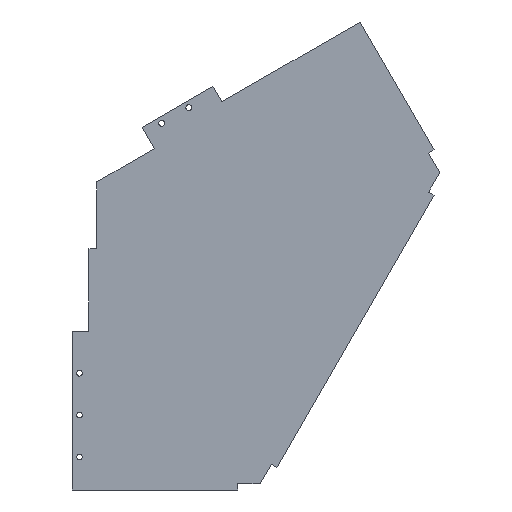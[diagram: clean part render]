
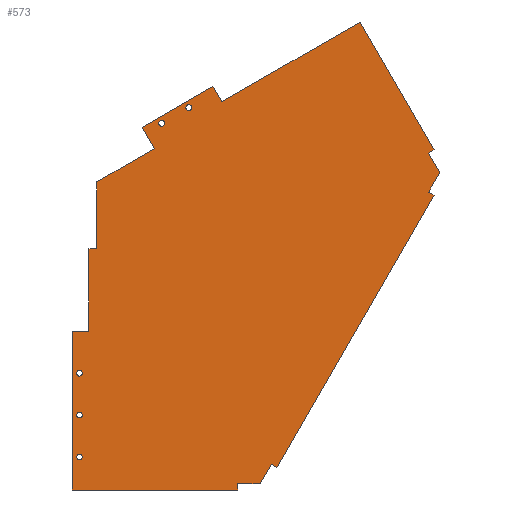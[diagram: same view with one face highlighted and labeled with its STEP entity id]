
A CAD part, front view. The second image highlights one B-rep face of the part: STEP entity #573.
In plain terms, the highlighted planar face has unit normal (0, -1, 0).
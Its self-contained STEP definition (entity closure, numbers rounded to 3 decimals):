
#28=FACE_BOUND('',#99,.T.);
#29=FACE_BOUND('',#100,.T.);
#30=FACE_BOUND('',#101,.T.);
#31=FACE_BOUND('',#102,.T.);
#32=FACE_BOUND('',#103,.T.);
#42=PLANE('',#631);
#70=FACE_OUTER_BOUND('',#98,.T.);
#98=EDGE_LOOP('',(#439,#440,#441,#442,#443,#444,#445,#446,#447,#448,#449,
#450,#451,#452,#453,#454,#455,#456,#457,#458,#459));
#99=EDGE_LOOP('',(#460));
#100=EDGE_LOOP('',(#461));
#101=EDGE_LOOP('',(#462));
#102=EDGE_LOOP('',(#463));
#103=EDGE_LOOP('',(#464));
#133=LINE('',#832,#201);
#139=LINE('',#844,#207);
#141=LINE('',#849,#209);
#144=LINE('',#853,#212);
#145=LINE('',#856,#213);
#146=LINE('',#858,#214);
#147=LINE('',#860,#215);
#148=LINE('',#862,#216);
#149=LINE('',#864,#217);
#150=LINE('',#866,#218);
#151=LINE('',#868,#219);
#152=LINE('',#870,#220);
#153=LINE('',#872,#221);
#154=LINE('',#874,#222);
#155=LINE('',#876,#223);
#156=LINE('',#878,#224);
#157=LINE('',#880,#225);
#158=LINE('',#882,#226);
#159=LINE('',#884,#227);
#160=LINE('',#886,#228);
#161=LINE('',#887,#229);
#201=VECTOR('',#690,10.);
#207=VECTOR('',#698,10.);
#209=VECTOR('',#702,10.);
#212=VECTOR('',#707,10.);
#213=VECTOR('',#710,10.);
#214=VECTOR('',#711,10.);
#215=VECTOR('',#712,10.);
#216=VECTOR('',#713,10.);
#217=VECTOR('',#714,10.);
#218=VECTOR('',#715,10.);
#219=VECTOR('',#716,10.);
#220=VECTOR('',#717,10.);
#221=VECTOR('',#718,10.);
#222=VECTOR('',#719,10.);
#223=VECTOR('',#720,10.);
#224=VECTOR('',#721,10.);
#225=VECTOR('',#722,10.);
#226=VECTOR('',#723,10.);
#227=VECTOR('',#724,10.);
#228=VECTOR('',#725,10.);
#229=VECTOR('',#726,10.);
#264=CIRCLE('',#614,2.75);
#266=CIRCLE('',#617,2.75);
#268=CIRCLE('',#620,2.75);
#270=CIRCLE('',#623,2.75);
#272=CIRCLE('',#626,2.75);
#274=VERTEX_POINT('',#800);
#276=VERTEX_POINT('',#806);
#278=VERTEX_POINT('',#812);
#280=VERTEX_POINT('',#818);
#282=VERTEX_POINT('',#824);
#283=VERTEX_POINT('',#828);
#285=VERTEX_POINT('',#831);
#288=VERTEX_POINT('',#838);
#290=VERTEX_POINT('',#842);
#292=VERTEX_POINT('',#847);
#293=VERTEX_POINT('',#855);
#294=VERTEX_POINT('',#857);
#295=VERTEX_POINT('',#859);
#296=VERTEX_POINT('',#861);
#297=VERTEX_POINT('',#863);
#298=VERTEX_POINT('',#865);
#299=VERTEX_POINT('',#867);
#300=VERTEX_POINT('',#869);
#301=VERTEX_POINT('',#871);
#302=VERTEX_POINT('',#873);
#303=VERTEX_POINT('',#875);
#304=VERTEX_POINT('',#877);
#305=VERTEX_POINT('',#879);
#306=VERTEX_POINT('',#881);
#307=VERTEX_POINT('',#883);
#308=VERTEX_POINT('',#885);
#327=EDGE_CURVE('',#274,#274,#264,.T.);
#330=EDGE_CURVE('',#276,#276,#266,.T.);
#333=EDGE_CURVE('',#278,#278,#268,.T.);
#336=EDGE_CURVE('',#280,#280,#270,.T.);
#339=EDGE_CURVE('',#282,#282,#272,.T.);
#341=EDGE_CURVE('',#285,#283,#133,.T.);
#347=EDGE_CURVE('',#288,#290,#139,.T.);
#349=EDGE_CURVE('',#290,#292,#141,.T.);
#352=EDGE_CURVE('',#292,#285,#144,.T.);
#353=EDGE_CURVE('',#283,#293,#145,.T.);
#354=EDGE_CURVE('',#293,#294,#146,.T.);
#355=EDGE_CURVE('',#294,#295,#147,.T.);
#356=EDGE_CURVE('',#296,#295,#148,.T.);
#357=EDGE_CURVE('',#296,#297,#149,.T.);
#358=EDGE_CURVE('',#297,#298,#150,.T.);
#359=EDGE_CURVE('',#298,#299,#151,.T.);
#360=EDGE_CURVE('',#299,#300,#152,.T.);
#361=EDGE_CURVE('',#301,#300,#153,.T.);
#362=EDGE_CURVE('',#301,#302,#154,.T.);
#363=EDGE_CURVE('',#302,#303,#155,.T.);
#364=EDGE_CURVE('',#303,#304,#156,.T.);
#365=EDGE_CURVE('',#304,#305,#157,.T.);
#366=EDGE_CURVE('',#305,#306,#158,.T.);
#367=EDGE_CURVE('',#306,#307,#159,.T.);
#368=EDGE_CURVE('',#307,#308,#160,.T.);
#369=EDGE_CURVE('',#288,#308,#161,.T.);
#439=ORIENTED_EDGE('',*,*,#347,.T.);
#440=ORIENTED_EDGE('',*,*,#349,.T.);
#441=ORIENTED_EDGE('',*,*,#352,.T.);
#442=ORIENTED_EDGE('',*,*,#341,.T.);
#443=ORIENTED_EDGE('',*,*,#353,.T.);
#444=ORIENTED_EDGE('',*,*,#354,.T.);
#445=ORIENTED_EDGE('',*,*,#355,.T.);
#446=ORIENTED_EDGE('',*,*,#356,.F.);
#447=ORIENTED_EDGE('',*,*,#357,.T.);
#448=ORIENTED_EDGE('',*,*,#358,.T.);
#449=ORIENTED_EDGE('',*,*,#359,.T.);
#450=ORIENTED_EDGE('',*,*,#360,.T.);
#451=ORIENTED_EDGE('',*,*,#361,.F.);
#452=ORIENTED_EDGE('',*,*,#362,.T.);
#453=ORIENTED_EDGE('',*,*,#363,.T.);
#454=ORIENTED_EDGE('',*,*,#364,.T.);
#455=ORIENTED_EDGE('',*,*,#365,.T.);
#456=ORIENTED_EDGE('',*,*,#366,.T.);
#457=ORIENTED_EDGE('',*,*,#367,.T.);
#458=ORIENTED_EDGE('',*,*,#368,.T.);
#459=ORIENTED_EDGE('',*,*,#369,.F.);
#460=ORIENTED_EDGE('',*,*,#327,.T.);
#461=ORIENTED_EDGE('',*,*,#330,.T.);
#462=ORIENTED_EDGE('',*,*,#333,.T.);
#463=ORIENTED_EDGE('',*,*,#336,.T.);
#464=ORIENTED_EDGE('',*,*,#339,.T.);
#573=ADVANCED_FACE('',(#70,#28,#29,#30,#31,#32),#42,.T.);
#614=AXIS2_PLACEMENT_3D('',#802,#657,#658);
#617=AXIS2_PLACEMENT_3D('',#808,#664,#665);
#620=AXIS2_PLACEMENT_3D('',#814,#671,#672);
#623=AXIS2_PLACEMENT_3D('',#820,#678,#679);
#626=AXIS2_PLACEMENT_3D('',#826,#685,#686);
#631=AXIS2_PLACEMENT_3D('',#854,#708,#709);
#657=DIRECTION('center_axis',(0.,1.,0.));
#658=DIRECTION('ref_axis',(-1.,0.,0.));
#664=DIRECTION('center_axis',(0.,1.,0.));
#665=DIRECTION('ref_axis',(-1.,0.,0.));
#671=DIRECTION('center_axis',(0.,1.,0.));
#672=DIRECTION('ref_axis',(-1.,0.,0.));
#678=DIRECTION('center_axis',(0.,1.,0.));
#679=DIRECTION('ref_axis',(-1.,0.,0.));
#685=DIRECTION('center_axis',(0.,1.,0.));
#686=DIRECTION('ref_axis',(-1.,0.,0.));
#690=DIRECTION('',(-1.,0.,0.));
#698=DIRECTION('',(0.5,0.,-0.866));
#702=DIRECTION('',(-0.866,0.,-0.5));
#707=DIRECTION('',(0.,0.,-1.));
#708=DIRECTION('center_axis',(0.,-1.,0.));
#709=DIRECTION('ref_axis',(0.,0.,-1.));
#710=DIRECTION('',(0.,0.,-1.));
#711=DIRECTION('',(-1.,0.,0.));
#712=DIRECTION('',(0.,0.,-1.));
#713=DIRECTION('',(-1.,0.,0.));
#714=DIRECTION('',(0.,0.,1.));
#715=DIRECTION('',(1.,0.,0.));
#716=DIRECTION('',(0.5,0.,0.866));
#717=DIRECTION('',(0.866,0.,-0.5));
#718=DIRECTION('',(-0.5,0.,-0.866));
#719=DIRECTION('',(-0.866,0.,0.5));
#720=DIRECTION('',(0.5,0.,0.866));
#721=DIRECTION('',(-0.5,0.,0.866));
#722=DIRECTION('',(0.866,0.,0.5));
#723=DIRECTION('',(-0.5,0.,0.866));
#724=DIRECTION('',(-0.866,0.,-0.5));
#725=DIRECTION('',(-0.5,0.,0.866));
#726=DIRECTION('',(0.866,0.,0.5));
#800=CARTESIAN_POINT('',(106.106,0.,61.982));
#802=CARTESIAN_POINT('Origin',(103.356,0.,61.982));
#806=CARTESIAN_POINT('',(1.75,0.,-231.5));
#808=CARTESIAN_POINT('Origin',(-1.,0.,-231.5));
#812=CARTESIAN_POINT('',(1.75,0.,-191.5));
#814=CARTESIAN_POINT('Origin',(-1.,0.,-191.5));
#818=CARTESIAN_POINT('',(1.75,0.,-271.5));
#820=CARTESIAN_POINT('Origin',(-1.,0.,-271.5));
#824=CARTESIAN_POINT('',(80.125,0.,46.982));
#826=CARTESIAN_POINT('Origin',(77.375,0.,46.982));
#828=CARTESIAN_POINT('',(8.,0.,-72.5));
#831=CARTESIAN_POINT('',(15.5,0.,-72.5));
#832=CARTESIAN_POINT('',(66.129,0.,-72.5));
#838=CARTESIAN_POINT('',(58.787,0.,43.178));
#842=CARTESIAN_POINT('',(70.537,0.,22.827));
#844=CARTESIAN_POINT('',(103.612,0.,-34.461));
#847=CARTESIAN_POINT('',(15.5,0.,-8.949));
#849=CARTESIAN_POINT('',(13.285,0.,-10.228));
#853=CARTESIAN_POINT('',(15.5,0.,-78.929));
#854=CARTESIAN_POINT('Origin',(147.758,0.,-85.357));
#855=CARTESIAN_POINT('',(8.,0.,-151.5));
#856=CARTESIAN_POINT('',(8.,0.,-118.429));
#857=CARTESIAN_POINT('',(-8.,0.,-151.5));
#858=CARTESIAN_POINT('',(69.879,0.,-151.5));
#859=CARTESIAN_POINT('',(-8.,0.,-303.));
#860=CARTESIAN_POINT('',(-8.,0.,0.));
#861=CARTESIAN_POINT('',(149.937,0.,-303.));
#862=CARTESIAN_POINT('',(174.937,0.,-303.));
#863=CARTESIAN_POINT('',(149.937,0.,-297.));
#864=CARTESIAN_POINT('',(149.937,0.,-191.179));
#865=CARTESIAN_POINT('',(171.473,0.,-297.));
#866=CARTESIAN_POINT('',(161.347,0.,-297.));
#867=CARTESIAN_POINT('',(182.241,0.,-278.349));
#868=CARTESIAN_POINT('',(219.715,0.,-213.443));
#869=CARTESIAN_POINT('',(187.437,0.,-281.349));
#870=CARTESIAN_POINT('',(130.124,0.,-248.259));
#871=CARTESIAN_POINT('',(337.374,0.,-21.651));
#872=CARTESIAN_POINT('',(349.874,0.,0.));
#873=CARTESIAN_POINT('',(332.178,0.,-18.651));
#874=CARTESIAN_POINT('',(277.463,0.,12.939));
#875=CARTESIAN_POINT('',(342.946,0.,0.));
#876=CARTESIAN_POINT('',(300.933,0.,-72.768));
#877=CARTESIAN_POINT('',(332.178,0.,18.651));
#878=CARTESIAN_POINT('',(331.644,0.,19.576));
#879=CARTESIAN_POINT('',(337.374,0.,21.651));
#880=CARTESIAN_POINT('',(243.1,0.,-32.779));
#881=CARTESIAN_POINT('',(266.906,0.,143.706));
#882=CARTESIAN_POINT('',(349.874,0.,0.));
#883=CARTESIAN_POINT('',(134.837,0.,67.456));
#884=CARTESIAN_POINT('',(106.597,0.,51.152));
#885=CARTESIAN_POINT('',(126.337,0.,82.178));
#886=CARTESIAN_POINT('',(165.287,0.,14.715));
#887=CARTESIAN_POINT('',(-4.,0.,6.928));
